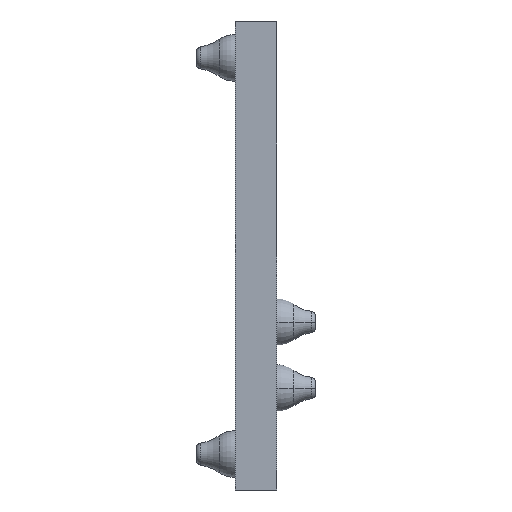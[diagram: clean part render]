
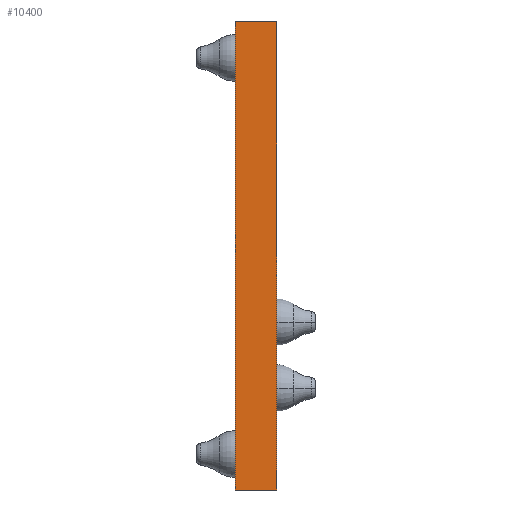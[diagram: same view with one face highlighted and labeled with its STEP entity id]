
A CAD part, left-side view. The second image highlights one B-rep face of the part: STEP entity #10400.
In plain terms, the highlighted planar face has unit normal (-1, 0, 0).
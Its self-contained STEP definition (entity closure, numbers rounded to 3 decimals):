
#38 = VERTEX_POINT ( 'NONE', #360 ) ;
#360 = CARTESIAN_POINT ( 'NONE',  ( -3.78, 0., -16.62 ) ) ;
#579 = EDGE_CURVE ( 'NONE', #10377, #10905, #6710, .T. ) ;
#1036 = PLANE ( 'NONE',  #5128 ) ;
#1912 = DIRECTION ( 'NONE',  ( 0., -1., 0. ) ) ;
#2008 = LINE ( 'NONE', #4655, #3894 ) ;
#2140 = VECTOR ( 'NONE', #7984, 1000. ) ;
#2950 = DIRECTION ( 'NONE',  ( 0., -1., 0. ) ) ;
#3867 = CARTESIAN_POINT ( 'NONE',  ( -3.78, 1.6, 1.38 ) ) ;
#3872 = EDGE_LOOP ( 'NONE', ( #10006, #11166, #4845, #6363 ) ) ;
#3894 = VECTOR ( 'NONE', #2950, 1000. ) ;
#3921 = VECTOR ( 'NONE', #1912, 1000. ) ;
#3980 = DIRECTION ( 'NONE',  ( 1., 0., 0. ) ) ;
#4655 = CARTESIAN_POINT ( 'NONE',  ( -3.78, 1.6, -16.62 ) ) ;
#4845 = ORIENTED_EDGE ( 'NONE', *, *, #579, .F. ) ;
#4849 = DIRECTION ( 'NONE',  ( 0., 0., -1. ) ) ;
#5128 = AXIS2_PLACEMENT_3D ( 'NONE', #9650, #3980, #4849 ) ;
#6217 = CARTESIAN_POINT ( 'NONE',  ( -3.78, 0., 1.38 ) ) ;
#6286 = CARTESIAN_POINT ( 'NONE',  ( -3.78, 1.6, -16.62 ) ) ;
#6363 = ORIENTED_EDGE ( 'NONE', *, *, #8515, .T. ) ;
#6430 = VERTEX_POINT ( 'NONE', #6217 ) ;
#6710 = LINE ( 'NONE', #10698, #2140 ) ;
#7083 = EDGE_CURVE ( 'NONE', #38, #6430, #10450, .T. ) ;
#7759 = VECTOR ( 'NONE', #8358, 1000. ) ;
#7984 = DIRECTION ( 'NONE',  ( 0., 0., 1. ) ) ;
#8358 = DIRECTION ( 'NONE',  ( 0., 0., 1. ) ) ;
#8382 = EDGE_CURVE ( 'NONE', #10905, #6430, #8874, .T. ) ;
#8515 = EDGE_CURVE ( 'NONE', #10377, #38, #2008, .T. ) ;
#8874 = LINE ( 'NONE', #8884, #3921 ) ;
#8884 = CARTESIAN_POINT ( 'NONE',  ( -3.78, 1.6, 1.38 ) ) ;
#9650 = CARTESIAN_POINT ( 'NONE',  ( -3.78, 1.6, -16.62 ) ) ;
#10006 = ORIENTED_EDGE ( 'NONE', *, *, #7083, .T. ) ;
#10377 = VERTEX_POINT ( 'NONE', #6286 ) ;
#10400 = ADVANCED_FACE ( 'NONE', ( #11149 ), #1036, .F. ) ;
#10450 = LINE ( 'NONE', #10922, #7759 ) ;
#10698 = CARTESIAN_POINT ( 'NONE',  ( -3.78, 1.6, -16.62 ) ) ;
#10905 = VERTEX_POINT ( 'NONE', #3867 ) ;
#10922 = CARTESIAN_POINT ( 'NONE',  ( -3.78, 0., -16.62 ) ) ;
#11149 = FACE_OUTER_BOUND ( 'NONE', #3872, .T. ) ;
#11166 = ORIENTED_EDGE ( 'NONE', *, *, #8382, .F. ) ;
